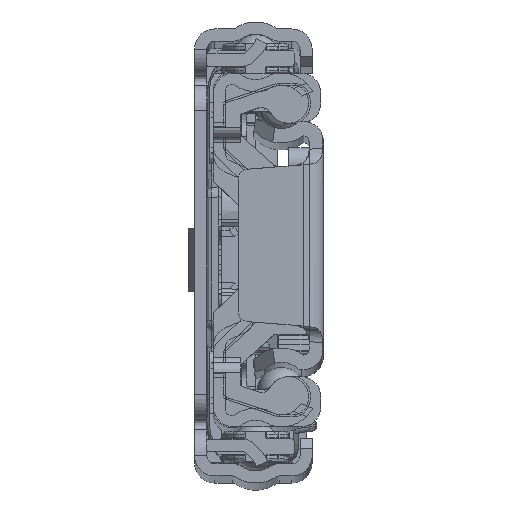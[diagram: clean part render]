
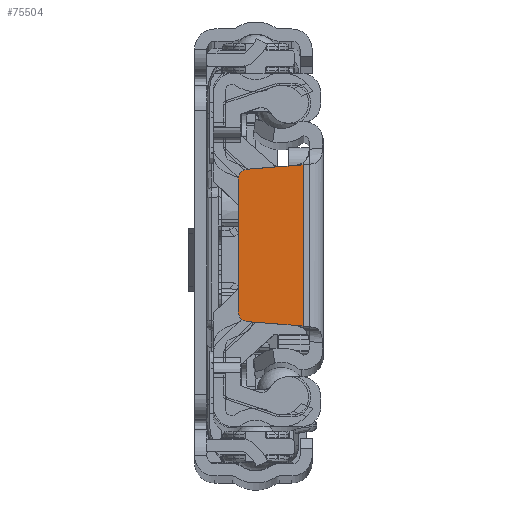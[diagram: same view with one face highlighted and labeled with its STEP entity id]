
A CAD part, top view. The second image highlights one B-rep face of the part: STEP entity #75504.
In plain terms, the highlighted face is planar.
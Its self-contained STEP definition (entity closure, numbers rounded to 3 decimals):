
#2346 = EDGE_CURVE ( 'NONE', #101649, #12185, #105400, .T. ) ;
#2370 = EDGE_CURVE ( 'NONE', #12948, #27796, #51338, .T. ) ;
#3608 = CARTESIAN_POINT ( 'NONE',  ( -4.143, -13.87, 0. ) ) ;
#8204 = EDGE_CURVE ( 'NONE', #12948, #43931, #31464, .T. ) ;
#9418 = CARTESIAN_POINT ( 'NONE',  ( -2., -7.945, 0. ) ) ;
#10110 = EDGE_CURVE ( 'NONE', #12185, #74634, #89489, .T. ) ;
#11882 = LINE ( 'NONE', #19208, #21828 ) ;
#12185 = VERTEX_POINT ( 'NONE', #88700 ) ;
#12948 = VERTEX_POINT ( 'NONE', #13331 ) ;
#13331 = CARTESIAN_POINT ( 'NONE',  ( -2., 7.945, 0. ) ) ;
#13625 = DIRECTION ( 'NONE',  ( 1., 0., 0. ) ) ;
#15989 = DIRECTION ( 'NONE',  ( 1., 0., 0. ) ) ;
#18556 = DIRECTION ( 'NONE',  ( -0.997, 0.077, 0. ) ) ;
#18961 = VECTOR ( 'NONE', #64109, 1000. ) ;
#19208 = CARTESIAN_POINT ( 'NONE',  ( -8.4, 7.45, 0. ) ) ;
#19243 = EDGE_CURVE ( 'NONE', #43931, #74634, #11882, .T. ) ;
#20935 = CARTESIAN_POINT ( 'NONE',  ( -2., -7.945, 0. ) ) ;
#21828 = VECTOR ( 'NONE', #83957, 1000. ) ;
#23725 = CARTESIAN_POINT ( 'NONE',  ( -2., -13.87, 0. ) ) ;
#26763 = EDGE_CURVE ( 'NONE', #46354, #101649, #51827, .T. ) ;
#27516 = LINE ( 'NONE', #110975, #18961 ) ;
#27796 = VERTEX_POINT ( 'NONE', #20935 ) ;
#31464 = LINE ( 'NONE', #44073, #109646 ) ;
#32870 = VECTOR ( 'NONE', #86117, 1000. ) ;
#35512 = AXIS2_PLACEMENT_3D ( 'NONE', #86738, #66096, #13625 ) ;
#38401 = CARTESIAN_POINT ( 'NONE',  ( -7.477, 7.521, 0. ) ) ;
#41846 = ORIENTED_EDGE ( 'NONE', *, *, #2346, .T. ) ;
#42728 = CARTESIAN_POINT ( 'NONE',  ( -7.4, 6.524, 0. ) ) ;
#43931 = VERTEX_POINT ( 'NONE', #62716 ) ;
#44073 = CARTESIAN_POINT ( 'NONE',  ( -2., 7.945, 0. ) ) ;
#45454 = VERTEX_POINT ( 'NONE', #90569 ) ;
#46354 = VERTEX_POINT ( 'NONE', #77647 ) ;
#47108 = VECTOR ( 'NONE', #69483, 1000. ) ;
#47151 = FACE_OUTER_BOUND ( 'NONE', #110534, .T. ) ;
#49961 = LINE ( 'NONE', #9418, #88238 ) ;
#50146 = DIRECTION ( 'NONE',  ( 0., 0., 1. ) ) ;
#50532 = PLANE ( 'NONE',  #107619 ) ;
#51338 = LINE ( 'NONE', #23725, #47108 ) ;
#51827 = CIRCLE ( 'NONE', #35512, 1. ) ;
#56829 = CARTESIAN_POINT ( 'NONE',  ( -8.4, -6.524, 0. ) ) ;
#62716 = CARTESIAN_POINT ( 'NONE',  ( -2.784, 7.885, 0. ) ) ;
#64109 = DIRECTION ( 'NONE',  ( 0.997, -0.077, 0. ) ) ;
#66096 = DIRECTION ( 'NONE',  ( 0., 0., -1. ) ) ;
#67241 = ORIENTED_EDGE ( 'NONE', *, *, #95315, .T. ) ;
#69373 = DIRECTION ( 'NONE',  ( 0., 0., -1. ) ) ;
#69483 = DIRECTION ( 'NONE',  ( 0., -1., 0. ) ) ;
#70904 = AXIS2_PLACEMENT_3D ( 'NONE', #42728, #69373, #15989 ) ;
#74254 = ORIENTED_EDGE ( 'NONE', *, *, #10110, .T. ) ;
#74634 = VERTEX_POINT ( 'NONE', #38401 ) ;
#75504 = ADVANCED_FACE ( 'NONE', ( #47151 ), #50532, .F. ) ;
#77647 = CARTESIAN_POINT ( 'NONE',  ( -7.477, -7.521, 0. ) ) ;
#81221 = ORIENTED_EDGE ( 'NONE', *, *, #8204, .F. ) ;
#82435 = ORIENTED_EDGE ( 'NONE', *, *, #109457, .F. ) ;
#83957 = DIRECTION ( 'NONE',  ( -0.997, -0.077, 0. ) ) ;
#85460 = DIRECTION ( 'NONE',  ( 1., 0., 0. ) ) ;
#86117 = DIRECTION ( 'NONE',  ( 0., 1., 0. ) ) ;
#86738 = CARTESIAN_POINT ( 'NONE',  ( -7.4, -6.524, 0. ) ) ;
#88238 = VECTOR ( 'NONE', #18556, 1000. ) ;
#88700 = CARTESIAN_POINT ( 'NONE',  ( -8.4, 6.524, 0. ) ) ;
#89489 = CIRCLE ( 'NONE', #70904, 1. ) ;
#90569 = CARTESIAN_POINT ( 'NONE',  ( -2.784, -7.885, 0. ) ) ;
#95315 = EDGE_CURVE ( 'NONE', #27796, #45454, #49961, .T. ) ;
#96060 = CARTESIAN_POINT ( 'NONE',  ( -8.4, 8.1, 0. ) ) ;
#98083 = DIRECTION ( 'NONE',  ( -0.997, -0.077, 0. ) ) ;
#100392 = ORIENTED_EDGE ( 'NONE', *, *, #2370, .T. ) ;
#101649 = VERTEX_POINT ( 'NONE', #56829 ) ;
#105400 = LINE ( 'NONE', #96060, #32870 ) ;
#107504 = ORIENTED_EDGE ( 'NONE', *, *, #19243, .F. ) ;
#107619 = AXIS2_PLACEMENT_3D ( 'NONE', #3608, #50146, #85460 ) ;
#108480 = ORIENTED_EDGE ( 'NONE', *, *, #26763, .T. ) ;
#109457 = EDGE_CURVE ( 'NONE', #46354, #45454, #27516, .T. ) ;
#109646 = VECTOR ( 'NONE', #98083, 1000. ) ;
#110534 = EDGE_LOOP ( 'NONE', ( #82435, #108480, #41846, #74254, #107504, #81221, #100392, #67241 ) ) ;
#110975 = CARTESIAN_POINT ( 'NONE',  ( -8.4, -7.45, 0. ) ) ;
